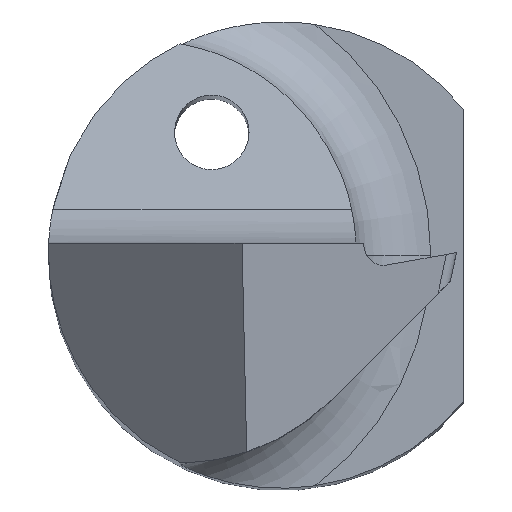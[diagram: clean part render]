
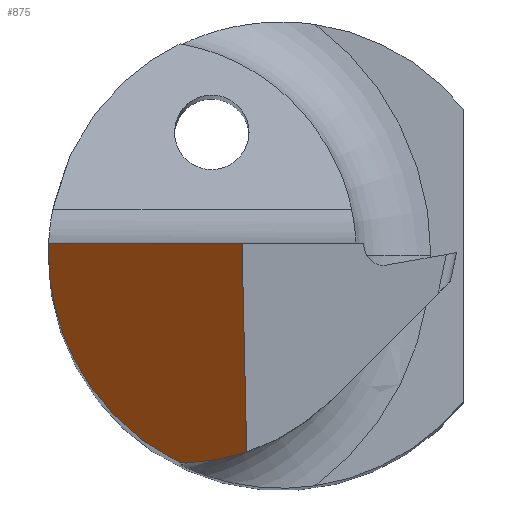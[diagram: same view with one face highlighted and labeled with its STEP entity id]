
A CAD part, top view. The second image highlights one B-rep face of the part: STEP entity #875.
In plain terms, the highlighted planar face has unit normal (-0.706, -0.052, 0.706).
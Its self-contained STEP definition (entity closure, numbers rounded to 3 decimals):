
#5 = CARTESIAN_POINT ( 'NONE',  ( -0.423, 0.013, 29.925 ) ) ;
#62 =( BOUNDED_CURVE ( )  B_SPLINE_CURVE ( 3, ( #790, #236, #518, #156 ),
 .UNSPECIFIED., .F., .T. ) 
 B_SPLINE_CURVE_WITH_KNOTS ( ( 4, 4 ),
 ( 5.237, 6.357 ),
 .UNSPECIFIED. ) 
 CURVE ( )  GEOMETRIC_REPRESENTATION_ITEM ( )  RATIONAL_B_SPLINE_CURVE ( ( 1., 0.898, 0.898, 1. ) ) 
 REPRESENTATION_ITEM ( '' )  );
#86 = ORIENTED_EDGE ( 'NONE', *, *, #139, .F. ) ;
#138 = DIRECTION ( 'NONE',  ( -0.022, 0.998, 0.052 ) ) ;
#139 = EDGE_CURVE ( 'NONE', #683, #628, #62, .T. ) ;
#156 = CARTESIAN_POINT ( 'NONE',  ( -2.5, 0., 27.848 ) ) ;
#160 = CARTESIAN_POINT ( 'NONE',  ( -0.425, 0.1, 29.93 ) ) ;
#198 = CARTESIAN_POINT ( 'NONE',  ( -2.498, 0.1, 27.857 ) ) ;
#218 = CARTESIAN_POINT ( 'NONE',  ( -2.498, 0.1, 27.857 ) ) ;
#236 = CARTESIAN_POINT ( 'NONE',  ( -1.977, -1.82, 28.236 ) ) ;
#238 = FACE_OUTER_BOUND ( 'NONE', #571, .T. ) ;
#251 = CARTESIAN_POINT ( 'NONE',  ( -1.425, 0.1, 28.93 ) ) ;
#269 = CARTESIAN_POINT ( 'NONE',  ( -2.5, 0., 27.848 ) ) ;
#276 = CARTESIAN_POINT ( 'NONE',  ( -0.375, -2.137, 29.814 ) ) ;
#283 = EDGE_CURVE ( 'NONE', #554, #475, #759, .T. ) ;
#314 = VERTEX_POINT ( 'NONE', #556 ) ;
#318 = EDGE_CURVE ( 'NONE', #628, #554, #438, .T. ) ;
#328 = ORIENTED_EDGE ( 'NONE', *, *, #318, .F. ) ;
#399 = DIRECTION ( 'NONE',  ( 0.707, 0., 0.707 ) ) ;
#438 =( BOUNDED_CURVE ( )  B_SPLINE_CURVE ( 3, ( #910, #551, #783, #218 ),
 .UNSPECIFIED., .F., .T. ) 
 B_SPLINE_CURVE_WITH_KNOTS ( ( 4, 4 ),
 ( 0.074, 0.114 ),
 .UNSPECIFIED. ) 
 CURVE ( )  GEOMETRIC_REPRESENTATION_ITEM ( )  RATIONAL_B_SPLINE_CURVE ( ( 1., 1., 1., 1. ) ) 
 REPRESENTATION_ITEM ( '' )  );
#463 = VECTOR ( 'NONE', #399, 1000. ) ;
#475 = VERTEX_POINT ( 'NONE', #160 ) ;
#513 = PLANE ( 'NONE',  #812 ) ;
#518 = CARTESIAN_POINT ( 'NONE',  ( -2.5, -0.985, 27.774 ) ) ;
#530 = ORIENTED_EDGE ( 'NONE', *, *, #283, .F. ) ;
#537 = CARTESIAN_POINT ( 'NONE',  ( -1.09, -2.25, 29.091 ) ) ;
#551 = CARTESIAN_POINT ( 'NONE',  ( -2.5, 0.033, 27.85 ) ) ;
#554 = VERTEX_POINT ( 'NONE', #198 ) ;
#556 = CARTESIAN_POINT ( 'NONE',  ( -0.375, -2.137, 29.814 ) ) ;
#571 = EDGE_LOOP ( 'NONE', ( #86, #846, #641, #530, #328 ) ) ;
#620 = CARTESIAN_POINT ( 'NONE',  ( -0.606, -2.212, 29.577 ) ) ;
#624 =( BOUNDED_CURVE ( )  B_SPLINE_CURVE ( 3, ( #276, #620, #903, #537 ),
 .UNSPECIFIED., .F., .T. ) 
 B_SPLINE_CURVE_WITH_KNOTS ( ( 4, 4 ),
 ( 1.329, 1.647 ),
 .UNSPECIFIED. ) 
 CURVE ( )  GEOMETRIC_REPRESENTATION_ITEM ( )  RATIONAL_B_SPLINE_CURVE ( ( 1., 0.992, 0.992, 1. ) ) 
 REPRESENTATION_ITEM ( '' )  );
#626 = EDGE_CURVE ( 'NONE', #314, #683, #624, .T. ) ;
#628 = VERTEX_POINT ( 'NONE', #269 ) ;
#632 = CARTESIAN_POINT ( 'NONE',  ( -1.09, -2.25, 29.091 ) ) ;
#641 = ORIENTED_EDGE ( 'NONE', *, *, #815, .T. ) ;
#683 = VERTEX_POINT ( 'NONE', #632 ) ;
#711 = LINE ( 'NONE', #5, #810 ) ;
#738 = DIRECTION ( 'NONE',  ( -0.706, -0.052, 0.706 ) ) ;
#748 = DIRECTION ( 'NONE',  ( 0.707, 0., 0.707 ) ) ;
#759 = LINE ( 'NONE', #251, #463 ) ;
#783 = CARTESIAN_POINT ( 'NONE',  ( -2.499, 0.067, 27.853 ) ) ;
#790 = CARTESIAN_POINT ( 'NONE',  ( -1.09, -2.25, 29.091 ) ) ;
#808 = CARTESIAN_POINT ( 'NONE',  ( -1.425, 0.1, 28.93 ) ) ;
#810 = VECTOR ( 'NONE', #138, 1000. ) ;
#812 = AXIS2_PLACEMENT_3D ( 'NONE', #808, #738, #748 ) ;
#815 = EDGE_CURVE ( 'NONE', #314, #475, #711, .T. ) ;
#846 = ORIENTED_EDGE ( 'NONE', *, *, #626, .F. ) ;
#875 = ADVANCED_FACE ( 'NONE', ( #238 ), #513, .T. ) ;
#903 = CARTESIAN_POINT ( 'NONE',  ( -0.846, -2.251, 29.334 ) ) ;
#910 = CARTESIAN_POINT ( 'NONE',  ( -2.5, 0., 27.848 ) ) ;
